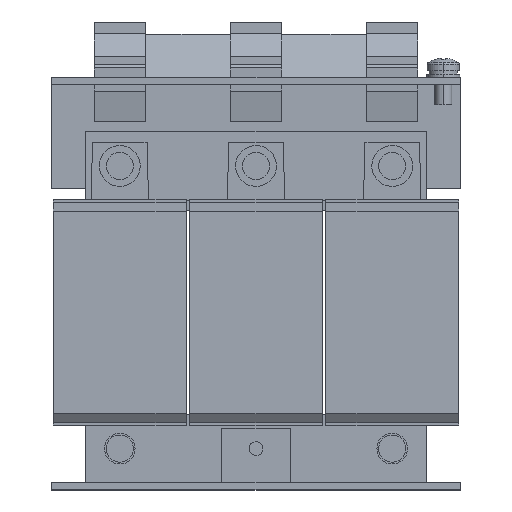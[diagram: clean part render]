
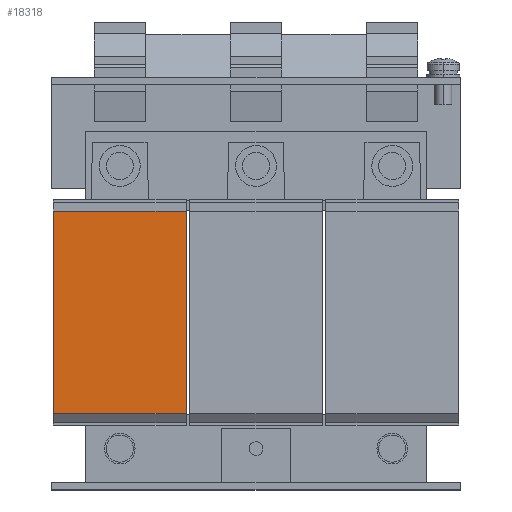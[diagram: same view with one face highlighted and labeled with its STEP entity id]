
A CAD part, top view. The second image highlights one B-rep face of the part: STEP entity #18318.
In plain terms, the highlighted planar face has unit normal (0, 0, 1).
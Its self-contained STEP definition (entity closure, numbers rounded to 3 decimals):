
#277 = DIRECTION ( 'NONE',  ( -1., 0., 0. ) ) ;
#634 = LINE ( 'NONE', #15254, #5993 ) ;
#1008 = DIRECTION ( 'NONE',  ( 0., -1., 0. ) ) ;
#1566 = CARTESIAN_POINT ( 'NONE',  ( -20.5, 28.2, 22.9 ) ) ;
#1763 = CARTESIAN_POINT ( 'NONE',  ( -59.5, -31.2, 22.9 ) ) ;
#2437 = VECTOR ( 'NONE', #1008, 1000. ) ;
#3286 = DIRECTION ( 'NONE',  ( 0., 0., -1. ) ) ;
#3552 = VERTEX_POINT ( 'NONE', #14233 ) ;
#4436 = EDGE_CURVE ( 'Defeature ausgef�hrt1_231+Defeature ausgef�hrt1_232+Defeature ausgef�hrt1_210+Defeature ausgef�hrt1_209', #10806, #6557, #10242, .T. ) ;
#5763 = ORIENTED_EDGE ( 'NONE', *, *, #7931, .F. ) ;
#5993 = VECTOR ( 'NONE', #10239, 1000. ) ;
#6094 = ORIENTED_EDGE ( 'NONE', *, *, #19574, .T. ) ;
#6359 = CARTESIAN_POINT ( 'NONE',  ( -20.5, -31.2, 22.9 ) ) ;
#6557 = VERTEX_POINT ( 'NONE', #1763 ) ;
#6887 = DIRECTION ( 'NONE',  ( -1., 0., 0. ) ) ;
#7101 = EDGE_CURVE ( 'Defeature ausgef�hrt1_232+Defeature ausgef�hrt1_209+Defeature ausgef�hrt1_211+Defeature ausgef�hrt1_231', #3552, #6557, #634, .T. ) ;
#7931 = EDGE_CURVE ( 'Defeature ausgef�hrt1_210+Defeature ausgef�hrt1_232+Defeature ausgef�hrt1_211+Defeature ausgef�hrt1_231', #21286, #10806, #9654, .T. ) ;
#8674 = CARTESIAN_POINT ( 'NONE',  ( -20.5, -31.2, 22.9 ) ) ;
#9654 = LINE ( 'NONE', #12895, #2437 ) ;
#10239 = DIRECTION ( 'NONE',  ( 0., -1., 0. ) ) ;
#10242 = LINE ( 'NONE', #8674, #12653 ) ;
#10806 = VERTEX_POINT ( 'NONE', #6359 ) ;
#11826 = PLANE ( 'NONE',  #14396 ) ;
#12096 = ORIENTED_EDGE ( 'NONE', *, *, #4436, .F. ) ;
#12653 = VECTOR ( 'NONE', #6887, 1000. ) ;
#12895 = CARTESIAN_POINT ( 'NONE',  ( -20.5, 28.2, 22.9 ) ) ;
#14053 = VECTOR ( 'NONE', #277, 1000. ) ;
#14233 = CARTESIAN_POINT ( 'NONE',  ( -59.5, 28.2, 22.9 ) ) ;
#14259 = CARTESIAN_POINT ( 'NONE',  ( -20.5, 28.2, 22.9 ) ) ;
#14396 = AXIS2_PLACEMENT_3D ( 'NONE', #1566, #3286, #15262 ) ;
#15254 = CARTESIAN_POINT ( 'NONE',  ( -59.5, 28.2, 22.9 ) ) ;
#15262 = DIRECTION ( 'NONE',  ( 0., 1., 0. ) ) ;
#15486 = FACE_OUTER_BOUND ( 'NONE', #15847, .T. ) ;
#15666 = LINE ( 'NONE', #14259, #14053 ) ;
#15721 = ORIENTED_EDGE ( 'NONE', *, *, #7101, .T. ) ;
#15847 = EDGE_LOOP ( 'NONE', ( #15721, #12096, #5763, #6094 ) ) ;
#18318 = ADVANCED_FACE ( 'Defeature ausgef�hrt1_232', ( #15486 ), #11826, .F. ) ;
#19574 = EDGE_CURVE ( 'Defeature ausgef�hrt1_232+Defeature ausgef�hrt1_211+Defeature ausgef�hrt1_210+Defeature ausgef�hrt1_209', #21286, #3552, #15666, .T. ) ;
#21023 = CARTESIAN_POINT ( 'NONE',  ( -20.5, 28.2, 22.9 ) ) ;
#21286 = VERTEX_POINT ( 'NONE', #21023 ) ;
